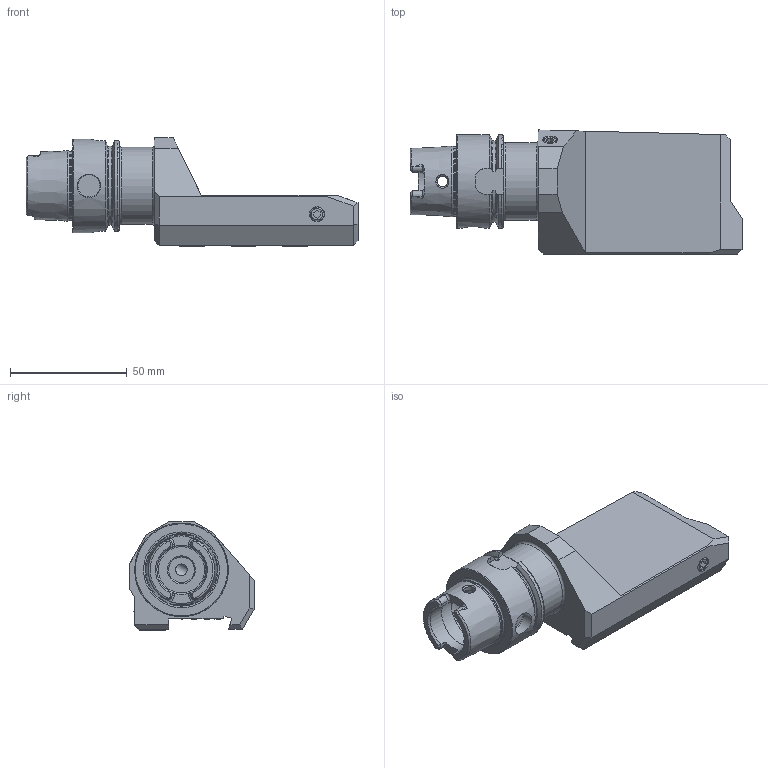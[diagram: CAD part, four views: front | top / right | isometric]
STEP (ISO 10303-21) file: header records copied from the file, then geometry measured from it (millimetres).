
FILE_DESCRIPTION (( 'STEP AP203' ), '1' );
FILE_NAME ('HA4-AE2.R11.122-HP.STEP', '2022-10-13T10:02:01', ( '' ), ( '' ), 'SwSTEP 2.0', 'SolidWorks 2017', '' );
FILE_SCHEMA (( 'CONFIG_CONTROL_DESIGN' ));
Length unit declared in the file: millimetre
Products named in the file (11): ISO 4026 - M4 x 4; DIN 3771 - 8x1.5; DIN 3771 - 23x1_vorgespannt 28.5mm Nutl„nge; KU1-U12.003.010_B; ISO 4026 - M6 x 6; KU1-U12.002.010; HA4-AE2.R11.122-ECO_A; HA4-AE2.R11.122-HP; AE3-ER1.011.014_A; KU1-U12.002.010_A; AE3-ER1.006.028_A
Assembly tree (18 placements, depth 3):
  HA4-AE2.R11.122-HP
    HA4-AE2.R11.122-ECO_A
    KU1-U12.002.010
      KU1-U12.003.010_B
      KU1-U12.002.010_A
      DIN 3771 - 8x1.5
    AE3-ER1.011.014_A  x3
    AE3-ER1.006.028_A  x3
    ISO 4026 - M6 x 6  x3
    DIN 3771 - 23x1_vorgespannt 28.5mm Nutl„nge  x2
    ISO 4026 - M4 x 4  x2
Bounding box: 141.9 x 53 x 46.28 mm (x, y, z)
Volume: 124039.3 mm3; surface area: 37312.3 mm2
Topology: 17 solids, 17 shells, 477 faces, 1178 edges, 733 vertices
Faces by surface type: plane 262, cylinder 98, cone 81, torus 29, bspline 5, sphere 2
Full cylindrical faces by diameter (mm): 3 x3, 3.3 x2, 4 x2, 4.5 x3, 4.6 x2, 5 x11, 5.5 x3, 6 x9, 6.2 x3, 10 x2, 11 x2, 12 x1, 12.5 x1, 21 x2, 25.5 x1, 29.707 x1, 33 x1, 40 x1
Entity records: 13432 total; most frequent: CARTESIAN_POINT 4066, DIRECTION 1626, ORIENTED_EDGE 1582, EDGE_CURVE 791, AXIS2_PLACEMENT_3D 607, VERTEX_POINT 542, EDGE_LOOP 467, VECTOR 412
